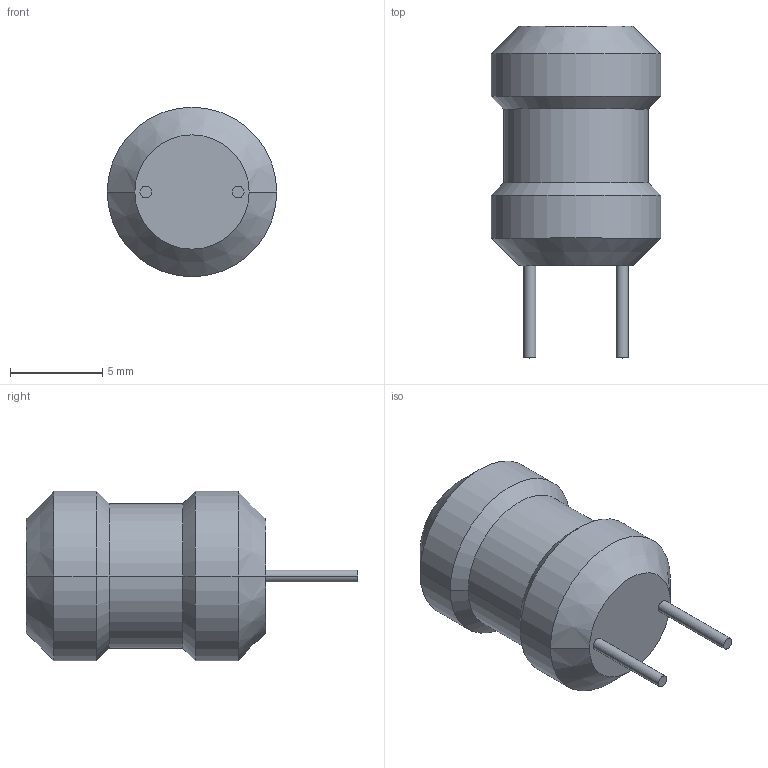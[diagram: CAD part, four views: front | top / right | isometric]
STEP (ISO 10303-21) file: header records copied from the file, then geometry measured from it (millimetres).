
FILE_DESCRIPTION (( 'STEP AP214' ), '1' );
FILE_NAME ('THD Inductor RLB0914.STEP', '2021-08-23T05:33:56', ( '' ), ( '' ), 'SwSTEP 2.0', 'SolidWorks 2018', '' );
FILE_SCHEMA (( 'AUTOMOTIVE_DESIGN' ));
Length unit declared in the file: millimetre
Products named in the file (1): THD Inductor RLB0914
Bounding box: 9.2 x 18 x 9.2 mm (x, y, z)
Volume: 719.1 mm3; surface area: 470.6 mm2
Topology: 1 solids, 1 shells, 25 faces, 48 edges, 28 vertices
Faces by surface type: cylinder 12, cone 8, plane 5
Entity records: 943 total; most frequent: DIRECTION 128, CARTESIAN_POINT 102, ORIENTED_EDGE 96, AXIS2_PLACEMENT_3D 54, EDGE_CURVE 48, UNCERTAINTY_MEASURE_WITH_UNIT 28, EDGE_LOOP 28, CIRCLE 28
